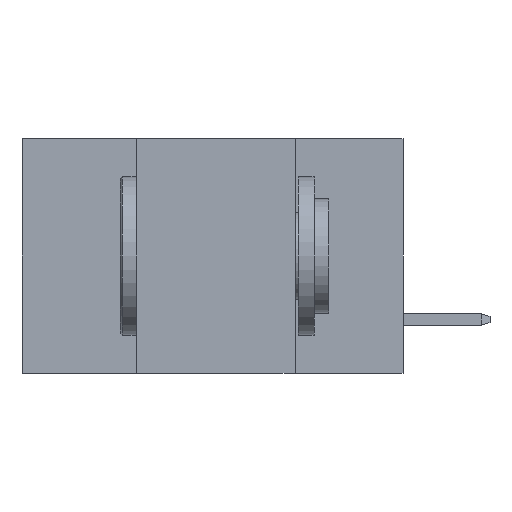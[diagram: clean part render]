
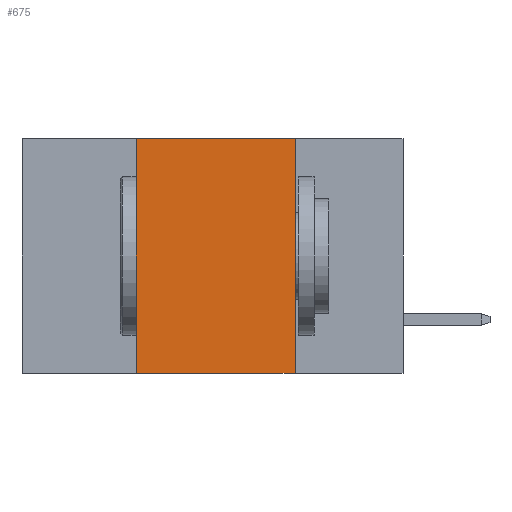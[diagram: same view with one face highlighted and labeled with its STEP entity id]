
A CAD part, left-side view. The second image highlights one B-rep face of the part: STEP entity #675.
In plain terms, the highlighted planar face has unit normal (-1, 0, 0).
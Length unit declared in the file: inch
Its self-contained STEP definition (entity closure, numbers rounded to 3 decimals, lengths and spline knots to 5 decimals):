
#139 = VERTEX_POINT ( 'NONE', #2276 ) ;
#313 = LINE ( 'NONE', #3990, #5284 ) ;
#444 = DIRECTION ( 'NONE',  ( 0., -1., 0. ) ) ;
#675 = ADVANCED_FACE ( 'NONE', ( #7835 ), #9251, .F. ) ;
#1514 = ORIENTED_EDGE ( 'NONE', *, *, #4509, .F. ) ;
#1674 = DIRECTION ( 'NONE',  ( 0., 0., 1. ) ) ;
#2095 = VERTEX_POINT ( 'NONE', #5872 ) ;
#2215 = AXIS2_PLACEMENT_3D ( 'NONE', #4019, #3448, #2725 ) ;
#2276 = CARTESIAN_POINT ( 'NONE',  ( 0., 0.42, -0.37 ) ) ;
#2340 = EDGE_CURVE ( 'NONE', #5320, #6205, #2699, .T. ) ;
#2671 = CARTESIAN_POINT ( 'NONE',  ( 0., 0.6, 0. ) ) ;
#2699 = LINE ( 'NONE', #9419, #7185 ) ;
#2725 = DIRECTION ( 'NONE',  ( 0., 0., -1. ) ) ;
#3358 = LINE ( 'NONE', #2671, #3630 ) ;
#3448 = DIRECTION ( 'NONE',  ( 1., 0., 0. ) ) ;
#3474 = DIRECTION ( 'NONE',  ( 0., 0., -1. ) ) ;
#3630 = VECTOR ( 'NONE', #7004, 39.37008 ) ;
#3990 = CARTESIAN_POINT ( 'NONE',  ( 0., 0.42, 0. ) ) ;
#3993 = EDGE_LOOP ( 'NONE', ( #8786, #1514, #4663, #5495 ) ) ;
#4019 = CARTESIAN_POINT ( 'NONE',  ( 0., 0.6, 0. ) ) ;
#4115 = CARTESIAN_POINT ( 'NONE',  ( 0., 0.6, -0.37 ) ) ;
#4458 = EDGE_CURVE ( 'NONE', #139, #6205, #7837, .T. ) ;
#4509 = EDGE_CURVE ( 'NONE', #2095, #5320, #3358, .T. ) ;
#4663 = ORIENTED_EDGE ( 'NONE', *, *, #9187, .F. ) ;
#5284 = VECTOR ( 'NONE', #1674, 39.37008 ) ;
#5320 = VERTEX_POINT ( 'NONE', #8089 ) ;
#5495 = ORIENTED_EDGE ( 'NONE', *, *, #4458, .T. ) ;
#5872 = CARTESIAN_POINT ( 'NONE',  ( 0., 0.42, 0. ) ) ;
#6205 = VERTEX_POINT ( 'NONE', #6257 ) ;
#6257 = CARTESIAN_POINT ( 'NONE',  ( 0., 0.17, -0.37 ) ) ;
#7004 = DIRECTION ( 'NONE',  ( 0., -1., 0. ) ) ;
#7185 = VECTOR ( 'NONE', #3474, 39.37008 ) ;
#7522 = VECTOR ( 'NONE', #444, 39.37008 ) ;
#7835 = FACE_OUTER_BOUND ( 'NONE', #3993, .T. ) ;
#7837 = LINE ( 'NONE', #4115, #7522 ) ;
#8089 = CARTESIAN_POINT ( 'NONE',  ( 0., 0.17, 0. ) ) ;
#8786 = ORIENTED_EDGE ( 'NONE', *, *, #2340, .F. ) ;
#9187 = EDGE_CURVE ( 'NONE', #139, #2095, #313, .T. ) ;
#9251 = PLANE ( 'NONE',  #2215 ) ;
#9419 = CARTESIAN_POINT ( 'NONE',  ( 0., 0.17, 0. ) ) ;
